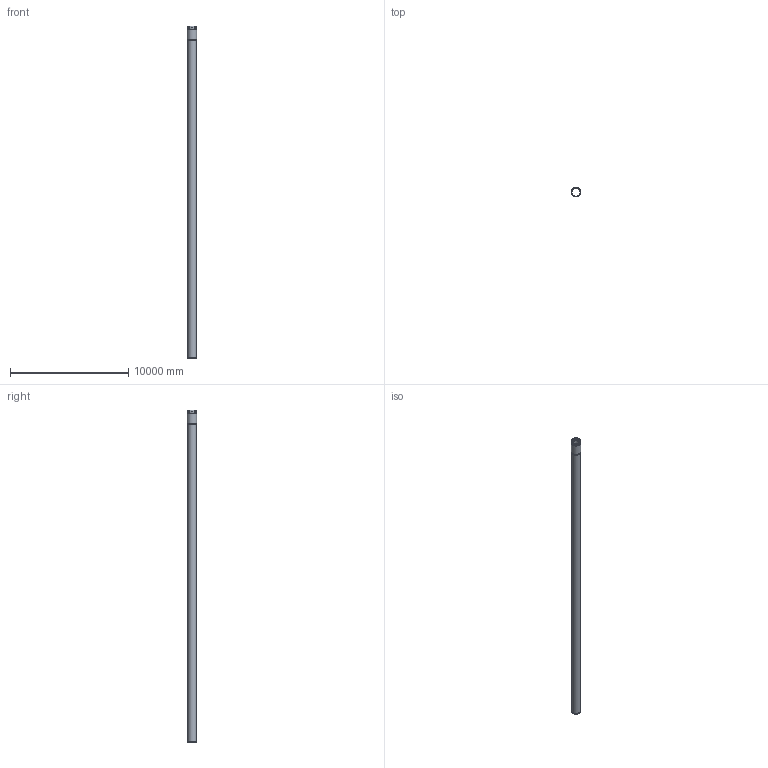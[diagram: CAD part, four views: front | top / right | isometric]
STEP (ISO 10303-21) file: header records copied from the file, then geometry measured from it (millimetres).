
FILE_DESCRIPTION(/* description */ (''),/* implementation_level */ '2;1');
FILE_NAME(/* name */ '01003.070O_3D.stp',/* time_stamp */ '2025-07-29T09:31:22+02:00',/* author */ ('c.rudolph'),/* organization */ (''),/* preprocessor_version */ 'ST-DEVELOPER v20',/* originating_system */ 'AutoCAD Mechanical',/* authorisation */ '');
FILE_SCHEMA (('AUTOMOTIVE_DESIGN { 1 0 10303 214 3 1 1 }'));
Length unit declared in the file: centimetre
Products named in the file (2): Product; *S0
Assembly tree (1 placements, depth 2):
  Product
    *S0
Bounding box: 842 x 842 x 28050 mm (x, y, z)
Volume: 1011239303.6 mm3; surface area: 126478926.9 mm2
Topology: 1 solids, 1 shells, 24 faces, 66 edges, 43 vertices
Faces by surface type: torus 8, cone 6, cylinder 6, bspline 4
Full cylindrical faces by diameter (mm): 698 x1, 730 x1, 760 x1, 792 x1, 810 x1, 842 x1
Entity records: 947 total; most frequent: CARTESIAN_POINT 240, DIRECTION 165, ORIENTED_EDGE 130, AXIS2_PLACEMENT_3D 76, EDGE_CURVE 65, CIRCLE 53, VERTEX_POINT 41, FACE_OUTER_BOUND 24
